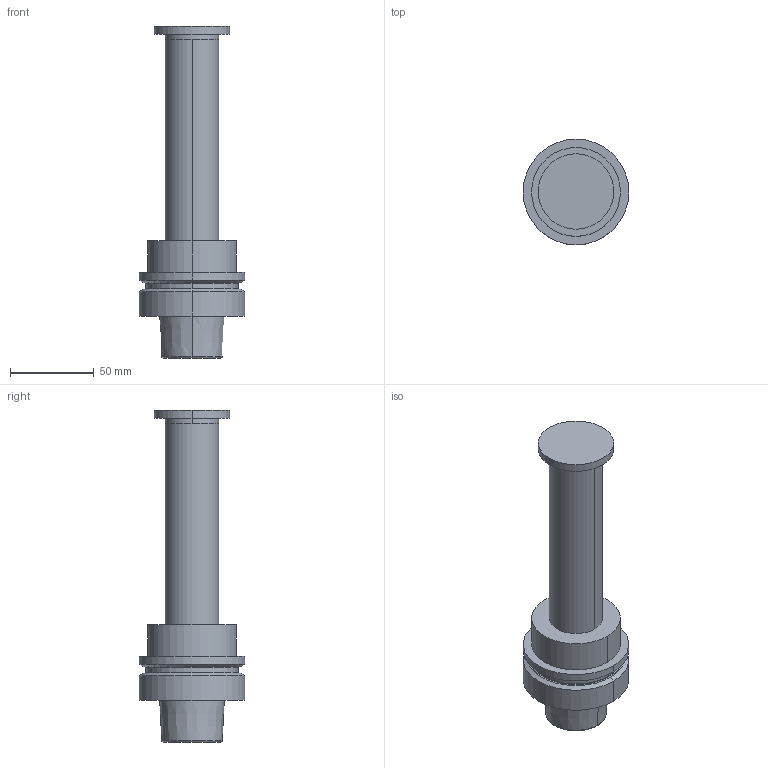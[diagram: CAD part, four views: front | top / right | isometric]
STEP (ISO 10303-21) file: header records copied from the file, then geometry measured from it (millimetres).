
FILE_DESCRIPTION (( 'STEP AP203' ), '1' );
FILE_NAME ('STP-5103-079-A72-472-1(SATE-41085-120-WB31.75).STEP', '2022-11-02T02:14:09', ( '' ), ( '' ), 'SwSTEP 2.0', 'SolidWorks 2017', '' );
FILE_SCHEMA (( 'CONFIG_CONTROL_DESIGN' ));
Length unit declared in the file: millimetre
Products named in the file (1): STP-5103-079-A72-472-1(SATE-41085-120-WB31.75)
Bounding box: 63 x 63 x 198 mm (x, y, z)
Volume: 229561.4 mm3; surface area: 37864.7 mm2
Topology: 2 solids, 2 shells, 53 faces, 104 edges, 61 vertices
Faces by surface type: cylinder 22, cone 12, plane 11, torus 8
Entity records: 1431 total; most frequent: DIRECTION 278, CARTESIAN_POINT 217, ORIENTED_EDGE 204, AXIS2_PLACEMENT_3D 122, EDGE_CURVE 102, CIRCLE 68, VERTEX_POINT 61, EDGE_LOOP 61
